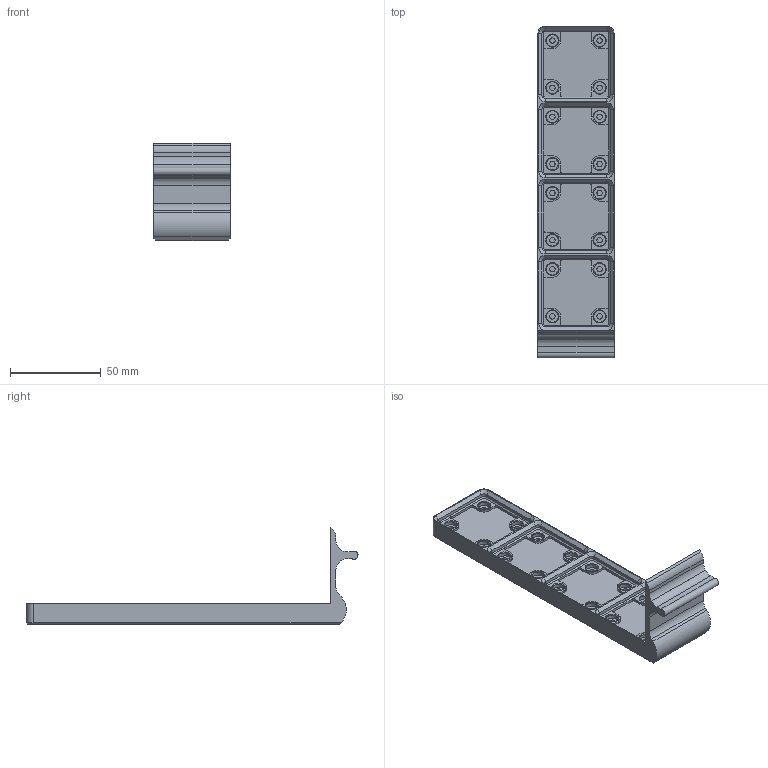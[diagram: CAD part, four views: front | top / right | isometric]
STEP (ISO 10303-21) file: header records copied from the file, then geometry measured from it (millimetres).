
FILE_DESCRIPTION(('FreeCAD Model'),'2;1');
FILE_NAME('Open CASCADE Shape Model','2024-11-04T15:46:12',(''),(''), 'Open CASCADE STEP processor 7.8','FreeCAD','Unknown');
FILE_SCHEMA(('AUTOMOTIVE_DESIGN { 1 0 10303 214 1 1 1 1 }'));
Length unit declared in the file: millimetre
Products named in the file (1): Body001
Bounding box: 42 x 182.99 x 53.65 mm (x, y, z)
Volume: 60299.8 mm3; surface area: 28234 mm2
Topology: 1 solids, 1 shells, 402 faces, 912 edges, 564 vertices
Faces by surface type: plane 181, cylinder 137, cone 82, bspline 2
Full cylindrical faces by diameter (mm): 3 x16, 6 x16, 6.5 x16, 7 x16
Entity records: 11206 total; most frequent: CARTESIAN_POINT 2068, DIRECTION 1981, ORIENTED_EDGE 1824, EDGE_CURVE 912, AXIS2_PLACEMENT_3D 773, VERTEX_POINT 564, FACE_BOUND 454, EDGE_LOOP 454
